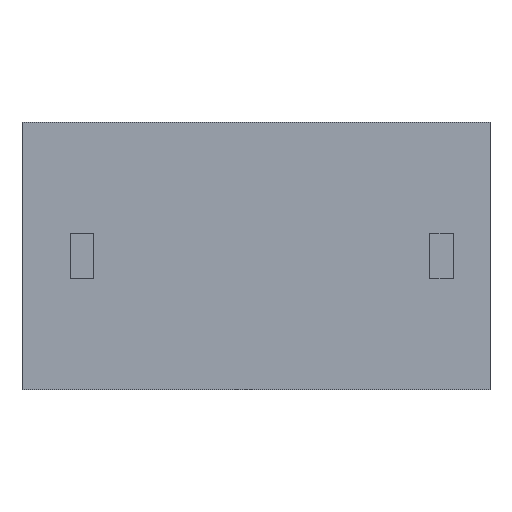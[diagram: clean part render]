
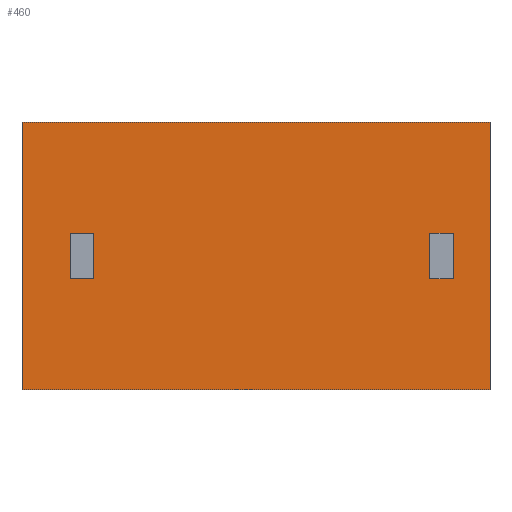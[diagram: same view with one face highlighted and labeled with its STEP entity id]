
A CAD part, top view. The second image highlights one B-rep face of the part: STEP entity #460.
In plain terms, the highlighted planar face has unit normal (0, 0, 1).
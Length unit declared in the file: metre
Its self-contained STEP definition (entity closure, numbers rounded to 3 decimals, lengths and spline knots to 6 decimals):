
#18=LINE('',#662,#78);
#21=LINE('',#668,#81);
#23=LINE('',#672,#83);
#25=LINE('',#676,#85);
#26=LINE('',#678,#86);
#27=LINE('',#681,#87);
#28=LINE('',#683,#88);
#29=LINE('',#685,#89);
#30=LINE('',#686,#90);
#31=LINE('',#689,#91);
#32=LINE('',#691,#92);
#33=LINE('',#693,#93);
#78=VECTOR('',#539,1.);
#81=VECTOR('',#544,1.);
#83=VECTOR('',#548,1.);
#85=VECTOR('',#552,1.);
#86=VECTOR('',#555,1.);
#87=VECTOR('',#556,1.);
#88=VECTOR('',#557,1.);
#89=VECTOR('',#558,1.);
#90=VECTOR('',#559,1.);
#91=VECTOR('',#560,1.);
#92=VECTOR('',#561,1.);
#93=VECTOR('',#562,1.);
#155=ORIENTED_EDGE('',*,*,#271,.T.);
#156=ORIENTED_EDGE('',*,*,#272,.T.);
#157=ORIENTED_EDGE('',*,*,#273,.T.);
#158=ORIENTED_EDGE('',*,*,#274,.T.);
#159=ORIENTED_EDGE('',*,*,#275,.T.);
#160=ORIENTED_EDGE('',*,*,#276,.T.);
#161=ORIENTED_EDGE('',*,*,#277,.T.);
#162=ORIENTED_EDGE('',*,*,#278,.T.);
#163=ORIENTED_EDGE('',*,*,#270,.F.);
#164=ORIENTED_EDGE('',*,*,#263,.F.);
#165=ORIENTED_EDGE('',*,*,#266,.F.);
#166=ORIENTED_EDGE('',*,*,#268,.F.);
#263=EDGE_CURVE('',#325,#326,#18,.T.);
#266=EDGE_CURVE('',#327,#325,#21,.T.);
#268=EDGE_CURVE('',#328,#327,#23,.T.);
#270=EDGE_CURVE('',#326,#328,#25,.T.);
#271=EDGE_CURVE('',#329,#330,#26,.T.);
#272=EDGE_CURVE('',#330,#331,#27,.T.);
#273=EDGE_CURVE('',#331,#332,#28,.T.);
#274=EDGE_CURVE('',#332,#329,#29,.T.);
#275=EDGE_CURVE('',#333,#334,#30,.T.);
#276=EDGE_CURVE('',#334,#335,#31,.T.);
#277=EDGE_CURVE('',#335,#336,#32,.T.);
#278=EDGE_CURVE('',#336,#333,#33,.T.);
#325=VERTEX_POINT('',#663);
#326=VERTEX_POINT('',#664);
#327=VERTEX_POINT('',#669);
#328=VERTEX_POINT('',#673);
#329=VERTEX_POINT('',#679);
#330=VERTEX_POINT('',#680);
#331=VERTEX_POINT('',#682);
#332=VERTEX_POINT('',#684);
#333=VERTEX_POINT('',#687);
#334=VERTEX_POINT('',#688);
#335=VERTEX_POINT('',#690);
#336=VERTEX_POINT('',#692);
#370=EDGE_LOOP('',(#155,#156,#157,#158));
#371=EDGE_LOOP('',(#159,#160,#161,#162));
#372=EDGE_LOOP('',(#163,#164,#165,#166));
#402=FACE_BOUND('',#370,.T.);
#403=FACE_BOUND('',#371,.T.);
#404=FACE_BOUND('',#372,.T.);
#433=PLANE('',#503);
#460=ADVANCED_FACE('',(#402,#403,#404),#433,.F.);
#503=AXIS2_PLACEMENT_3D('',#677,#553,#554);
#539=DIRECTION('',(0.,1.,0.));
#544=DIRECTION('',(-1.,0.,0.));
#548=DIRECTION('',(0.,-1.,0.));
#552=DIRECTION('',(1.,0.,0.));
#553=DIRECTION('',(0.,0.,-1.));
#554=DIRECTION('',(0.,1.,0.));
#555=DIRECTION('',(0.,-1.,0.));
#556=DIRECTION('',(-1.,0.,0.));
#557=DIRECTION('',(0.,1.,0.));
#558=DIRECTION('',(1.,0.,0.));
#559=DIRECTION('',(-1.,0.,0.));
#560=DIRECTION('',(0.,1.,0.));
#561=DIRECTION('',(1.,0.,0.));
#562=DIRECTION('',(0.,-1.,0.));
#662=CARTESIAN_POINT('',(-0.35,-0.2,0.166));
#663=CARTESIAN_POINT('',(-0.35,-0.2,0.166));
#664=CARTESIAN_POINT('',(-0.35,0.2,0.166));
#668=CARTESIAN_POINT('',(0.35,-0.2,0.166));
#669=CARTESIAN_POINT('',(0.35,-0.2,0.166));
#672=CARTESIAN_POINT('',(0.35,0.2,0.166));
#673=CARTESIAN_POINT('',(0.35,0.2,0.166));
#676=CARTESIAN_POINT('',(-0.35,0.2,0.166));
#677=CARTESIAN_POINT('',(0.,0.,0.166));
#678=CARTESIAN_POINT('',(-0.2425,-0.017015,0.166));
#679=CARTESIAN_POINT('',(-0.2425,0.03403,0.166));
#680=CARTESIAN_POINT('',(-0.2425,-0.03403,0.166));
#681=CARTESIAN_POINT('',(0.,-0.03403,0.166));
#682=CARTESIAN_POINT('',(-0.26,-0.03403,0.166));
#683=CARTESIAN_POINT('',(-0.26,0.017015,0.166));
#684=CARTESIAN_POINT('',(-0.26,0.03403,0.166));
#685=CARTESIAN_POINT('',(0.,0.03403,0.166));
#686=CARTESIAN_POINT('',(0.13,-0.03403,0.166));
#687=CARTESIAN_POINT('',(0.2775,-0.03403,0.166));
#688=CARTESIAN_POINT('',(0.26,-0.03403,0.166));
#689=CARTESIAN_POINT('',(0.26,0.017015,0.166));
#690=CARTESIAN_POINT('',(0.26,0.03403,0.166));
#691=CARTESIAN_POINT('',(0.13875,0.03403,0.166));
#692=CARTESIAN_POINT('',(0.2775,0.03403,0.166));
#693=CARTESIAN_POINT('',(0.2775,-0.017015,0.166));
